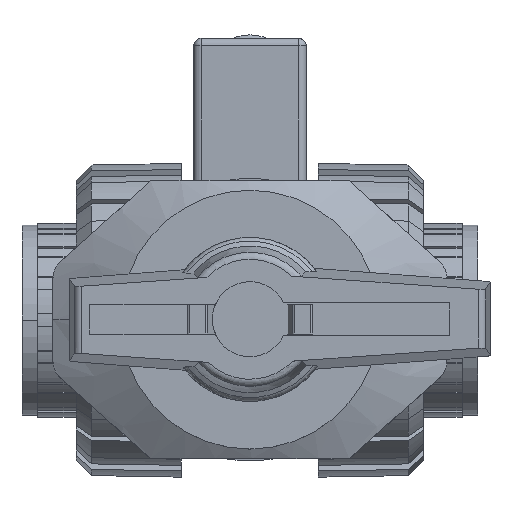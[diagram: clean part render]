
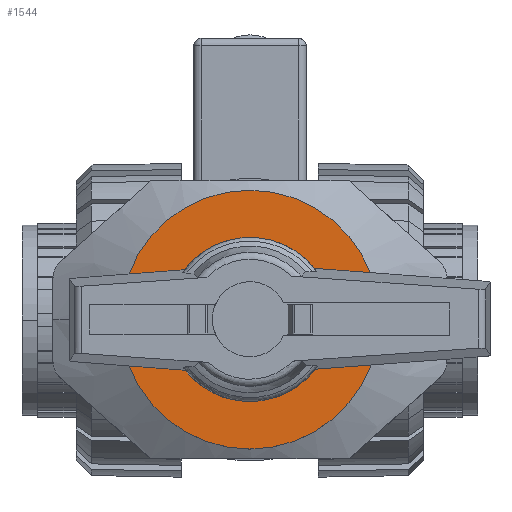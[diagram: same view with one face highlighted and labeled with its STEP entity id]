
A CAD part, top view. The second image highlights one B-rep face of the part: STEP entity #1544.
In plain terms, the highlighted planar face has unit normal (0, 0, 1).
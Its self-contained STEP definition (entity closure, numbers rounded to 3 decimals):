
#1544=ADVANCED_FACE('',(#3415,#3416),#3417,.T.);
#3415=FACE_BOUND('',#5817,.T.);
#3416=FACE_OUTER_BOUND('',#5818,.T.);
#3417=PLANE('',#5819);
#5817=EDGE_LOOP('',(#9282,#9283));
#5818=EDGE_LOOP('',(#9284,#9285));
#5819=AXIS2_PLACEMENT_3D('',#9286,#9287,#9288);
#9282=ORIENTED_EDGE('',*,*,#15552,.T.);
#9283=ORIENTED_EDGE('',*,*,#15516,.T.);
#9284=ORIENTED_EDGE('',*,*,#15597,.T.);
#9285=ORIENTED_EDGE('',*,*,#15501,.T.);
#9286=CARTESIAN_POINT('',(0.,0.,150.5));
#9287=DIRECTION('',(0.0,0.0,1.0));
#9288=DIRECTION('',(1.0,0.0,0.0));
#15501=EDGE_CURVE('',#18637,#18634,#18638,.T.);
#15516=EDGE_CURVE('',#18664,#18661,#18665,.T.);
#15552=EDGE_CURVE('',#18661,#18664,#18722,.T.);
#15597=EDGE_CURVE('',#18634,#18637,#18783,.T.);
#18634=VERTEX_POINT('',#23683);
#18637=VERTEX_POINT('',#23687);
#18638=CIRCLE('',#23688,34.5);
#18661=VERTEX_POINT('',#23781);
#18664=VERTEX_POINT('',#23785);
#18665=CIRCLE('',#23786,18.0);
#18722=CIRCLE('',#23860,18.0);
#18783=CIRCLE('',#24004,34.5);
#23683=CARTESIAN_POINT('',(-34.5,0.0,150.5));
#23687=CARTESIAN_POINT('',(34.5,0.,150.5));
#23688=AXIS2_PLACEMENT_3D('',#31842,#31843,#31844);
#23781=CARTESIAN_POINT('',(18.0,0.0,150.5));
#23785=CARTESIAN_POINT('',(-18.0,0.,150.5));
#23786=AXIS2_PLACEMENT_3D('',#31852,#31853,#31854);
#23860=AXIS2_PLACEMENT_3D('',#31908,#31909,#31910);
#24004=AXIS2_PLACEMENT_3D('',#31942,#31943,#31944);
#31842=CARTESIAN_POINT('',(0.0,0.0,150.5));
#31843=DIRECTION('',(0.0,0.0,1.0));
#31844=DIRECTION('',(-1.0,0.0,0.0));
#31852=CARTESIAN_POINT('',(0.0,0.0,150.5));
#31853=DIRECTION('',(0.0,0.0,-1.0));
#31854=DIRECTION('',(1.0,0.0,0.0));
#31908=CARTESIAN_POINT('',(0.0,0.0,150.5));
#31909=DIRECTION('',(0.0,0.0,-1.0));
#31910=DIRECTION('',(1.0,0.0,0.0));
#31942=CARTESIAN_POINT('',(0.0,0.0,150.5));
#31943=DIRECTION('',(0.0,0.0,1.0));
#31944=DIRECTION('',(-1.0,0.0,0.0));
